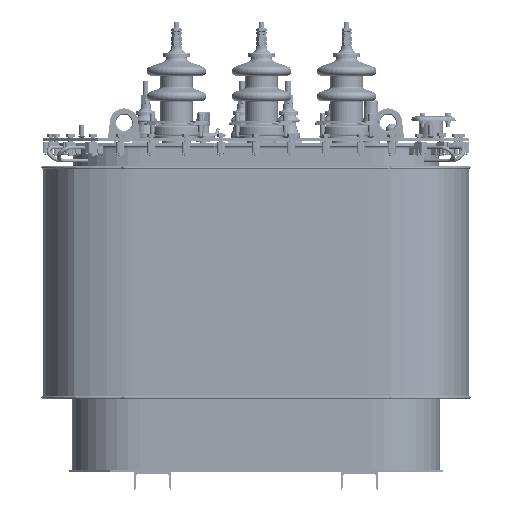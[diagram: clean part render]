
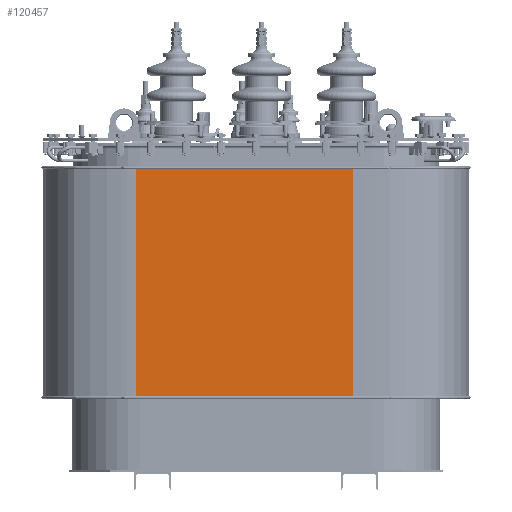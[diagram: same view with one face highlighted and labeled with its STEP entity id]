
A CAD part, front view. The second image highlights one B-rep face of the part: STEP entity #120457.
In plain terms, the highlighted planar face has unit normal (0, 1, 0).
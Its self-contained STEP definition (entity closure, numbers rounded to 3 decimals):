
#14498=LINE('',#215340,#24669);
#14499=LINE('',#215342,#24670);
#14500=LINE('',#215344,#24671);
#14501=LINE('',#215345,#24672);
#24669=VECTOR('',#159283,47.123);
#24670=VECTOR('',#159284,50.);
#24671=VECTOR('',#159285,47.123);
#24672=VECTOR('',#159286,50.);
#28748=PLANE('',#130078);
#40219=FACE_OUTER_BOUND('',#48282,.T.);
#48282=EDGE_LOOP('',(#107055,#107056,#107057,#107058));
#59058=VERTEX_POINT('',#215338);
#59059=VERTEX_POINT('',#215339);
#59060=VERTEX_POINT('',#215341);
#59061=VERTEX_POINT('',#215343);
#75047=EDGE_CURVE('',#59058,#59059,#14498,.T.);
#75048=EDGE_CURVE('',#59060,#59058,#14499,.T.);
#75049=EDGE_CURVE('',#59061,#59060,#14500,.T.);
#75050=EDGE_CURVE('',#59061,#59059,#14501,.T.);
#107055=ORIENTED_EDGE('',*,*,#75047,.F.);
#107056=ORIENTED_EDGE('',*,*,#75048,.F.);
#107057=ORIENTED_EDGE('',*,*,#75049,.F.);
#107058=ORIENTED_EDGE('',*,*,#75050,.T.);
#120457=ADVANCED_FACE('',(#40219),#28748,.F.);
#130078=AXIS2_PLACEMENT_3D('',#215337,#159281,#159282);
#159281=DIRECTION('center_axis',(0.,-1.,0.));
#159282=DIRECTION('ref_axis',(0.,0.,1.));
#159283=DIRECTION('',(-1.,0.,0.));
#159284=DIRECTION('',(0.,0.,1.));
#159285=DIRECTION('',(1.,0.,0.));
#159286=DIRECTION('',(0.,0.,1.));
#215337=CARTESIAN_POINT('Origin',(21.1,-34.2,15.7));
#215338=CARTESIAN_POINT('',(21.1,-34.2,65.7));
#215339=CARTESIAN_POINT('',(-26.023,-34.2,65.7));
#215340=CARTESIAN_POINT('',(-26.023,-34.2,65.7));
#215341=CARTESIAN_POINT('',(21.1,-34.2,15.7));
#215342=CARTESIAN_POINT('',(21.1,-34.2,15.7));
#215343=CARTESIAN_POINT('',(-26.023,-34.2,15.7));
#215344=CARTESIAN_POINT('',(-26.023,-34.2,15.7));
#215345=CARTESIAN_POINT('',(-26.023,-34.2,15.7));
